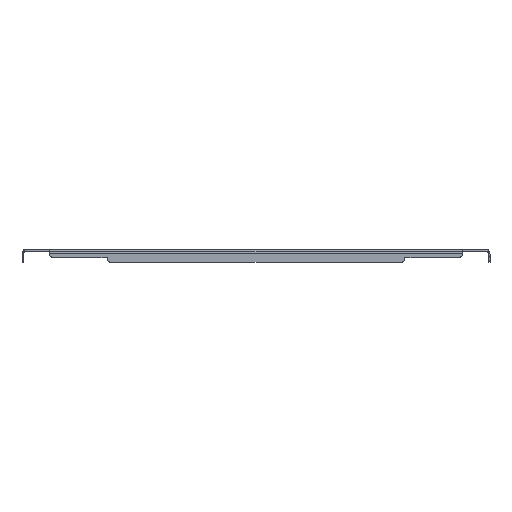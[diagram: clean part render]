
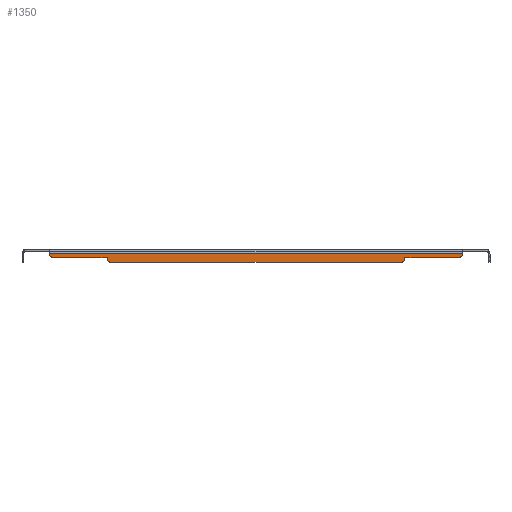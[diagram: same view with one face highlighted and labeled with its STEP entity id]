
A CAD part, front view. The second image highlights one B-rep face of the part: STEP entity #1350.
In plain terms, the highlighted planar face has unit normal (0, -1, 0).
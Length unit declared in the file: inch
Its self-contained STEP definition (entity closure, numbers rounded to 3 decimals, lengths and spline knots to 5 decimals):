
#48 = LINE ( 'NONE', #3390, #4157 ) ;
#82 = EDGE_CURVE ( 'NONE', #3207, #1679, #48, .T. ) ;
#85 = ORIENTED_EDGE ( 'NONE', *, *, #2732, .F. ) ;
#161 = LINE ( 'NONE', #1114, #1582 ) ;
#222 = DIRECTION ( 'NONE',  ( 0., -1., 0. ) ) ;
#318 = VERTEX_POINT ( 'NONE', #2844 ) ;
#368 = LINE ( 'NONE', #4011, #2972 ) ;
#420 = EDGE_CURVE ( 'NONE', #4060, #3900, #3931, .T. ) ;
#475 = DIRECTION ( 'NONE',  ( 0., -1., 0. ) ) ;
#490 = CARTESIAN_POINT ( 'NONE',  ( 14.59375, -35.96875, -0.3125 ) ) ;
#511 = DIRECTION ( 'NONE',  ( 0., 0., -1. ) ) ;
#597 = CARTESIAN_POINT ( 'NONE',  ( 10.46875, -35.96875, -0.875 ) ) ;
#606 = ORIENTED_EDGE ( 'NONE', *, *, #789, .T. ) ;
#630 = VERTEX_POINT ( 'NONE', #3670 ) ;
#645 = VERTEX_POINT ( 'NONE', #3054 ) ;
#649 = VECTOR ( 'NONE', #3968, 39.37008 ) ;
#675 = ORIENTED_EDGE ( 'NONE', *, *, #420, .T. ) ;
#723 = CIRCLE ( 'NONE', #4196, 0.25 ) ;
#743 = EDGE_CURVE ( 'NONE', #630, #3935, #1817, .T. ) ;
#775 = EDGE_CURVE ( 'NONE', #3635, #3207, #723, .T. ) ;
#785 = CARTESIAN_POINT ( 'NONE',  ( 10.71875, -35.96875, -0.625 ) ) ;
#789 = EDGE_CURVE ( 'NONE', #4082, #630, #2731, .T. ) ;
#796 = FACE_OUTER_BOUND ( 'NONE', #4102, .T. ) ;
#817 = PLANE ( 'NONE',  #2876 ) ;
#835 = AXIS2_PLACEMENT_3D ( 'NONE', #1698, #2086, #2322 ) ;
#860 = CARTESIAN_POINT ( 'NONE',  ( 10.71875, -35.96875, -0.71875 ) ) ;
#866 = ORIENTED_EDGE ( 'NONE', *, *, #743, .T. ) ;
#877 = DIRECTION ( 'NONE',  ( 1., 0., 0. ) ) ;
#956 = CARTESIAN_POINT ( 'NONE',  ( 10.71875, -35.96875, -0.5625 ) ) ;
#1080 = ORIENTED_EDGE ( 'NONE', *, *, #3463, .T. ) ;
#1114 = CARTESIAN_POINT ( 'NONE',  ( 14.84375, -35.96875, 0. ) ) ;
#1174 = DIRECTION ( 'NONE',  ( 0., 0., -1. ) ) ;
#1187 = ORIENTED_EDGE ( 'NONE', *, *, #82, .T. ) ;
#1239 = EDGE_CURVE ( 'NONE', #1516, #318, #4107, .T. ) ;
#1259 = VECTOR ( 'NONE', #2329, 39.37008 ) ;
#1338 = AXIS2_PLACEMENT_3D ( 'NONE', #490, #3778, #1174 ) ;
#1350 = ADVANCED_FACE ( 'NONE', ( #796 ), #817, .T. ) ;
#1432 = CARTESIAN_POINT ( 'NONE',  ( -14.59375, -35.96875, -0.5625 ) ) ;
#1459 = DIRECTION ( 'NONE',  ( 0., 0., 1. ) ) ;
#1463 = VECTOR ( 'NONE', #3803, 39.37008 ) ;
#1489 = CARTESIAN_POINT ( 'NONE',  ( -16.71875, -35.96875, 0. ) ) ;
#1499 = CARTESIAN_POINT ( 'NONE',  ( 14.84375, -35.96875, -0.3125 ) ) ;
#1514 = ORIENTED_EDGE ( 'NONE', *, *, #1239, .T. ) ;
#1516 = VERTEX_POINT ( 'NONE', #2354 ) ;
#1529 = CARTESIAN_POINT ( 'NONE',  ( 10.46875, -35.96875, -0.625 ) ) ;
#1582 = VECTOR ( 'NONE', #1459, 39.37008 ) ;
#1679 = VERTEX_POINT ( 'NONE', #4079 ) ;
#1698 = CARTESIAN_POINT ( 'NONE',  ( -10.46875, -35.96875, -0.625 ) ) ;
#1797 = LINE ( 'NONE', #860, #1463 ) ;
#1808 = DIRECTION ( 'NONE',  ( 1., 0., 0. ) ) ;
#1817 = CIRCLE ( 'NONE', #1338, 0.25 ) ;
#1822 = ORIENTED_EDGE ( 'NONE', *, *, #3102, .F. ) ;
#1926 = DIRECTION ( 'NONE',  ( 0., 0., -1. ) ) ;
#2056 = CARTESIAN_POINT ( 'NONE',  ( 14.84375, -35.96875, -0.237 ) ) ;
#2086 = DIRECTION ( 'NONE',  ( 0., -1., 0. ) ) ;
#2101 = AXIS2_PLACEMENT_3D ( 'NONE', #1529, #4125, #3805 ) ;
#2109 = DIRECTION ( 'NONE',  ( 0., 0., -1. ) ) ;
#2322 = DIRECTION ( 'NONE',  ( 0., 0., -1. ) ) ;
#2329 = DIRECTION ( 'NONE',  ( 1., 0., 0. ) ) ;
#2354 = CARTESIAN_POINT ( 'NONE',  ( -10.71875, -35.96875, -0.625 ) ) ;
#2434 = VECTOR ( 'NONE', #877, 39.37008 ) ;
#2731 = LINE ( 'NONE', #4054, #2434 ) ;
#2732 = EDGE_CURVE ( 'NONE', #4082, #3900, #1797, .T. ) ;
#2795 = CARTESIAN_POINT ( 'NONE',  ( -14.59375, -35.96875, -0.3125 ) ) ;
#2824 = CARTESIAN_POINT ( 'NONE',  ( -14.84375, -35.96875, -0.237 ) ) ;
#2844 = CARTESIAN_POINT ( 'NONE',  ( -10.46875, -35.96875, -0.875 ) ) ;
#2876 = AXIS2_PLACEMENT_3D ( 'NONE', #1489, #475, #2109 ) ;
#2940 = ORIENTED_EDGE ( 'NONE', *, *, #3018, .T. ) ;
#2942 = EDGE_CURVE ( 'NONE', #3582, #3635, #3569, .T. ) ;
#2972 = VECTOR ( 'NONE', #2991, 39.37008 ) ;
#2991 = DIRECTION ( 'NONE',  ( 1., 0., 0. ) ) ;
#3018 = EDGE_CURVE ( 'NONE', #1679, #1516, #3629, .T. ) ;
#3050 = EDGE_CURVE ( 'NONE', #318, #4060, #368, .T. ) ;
#3054 = CARTESIAN_POINT ( 'NONE',  ( 14.84375, -35.96875, -0.237 ) ) ;
#3102 = EDGE_CURVE ( 'NONE', #3582, #645, #3646, .T. ) ;
#3146 = CARTESIAN_POINT ( 'NONE',  ( -14.84375, -35.96875, -0.3125 ) ) ;
#3196 = ORIENTED_EDGE ( 'NONE', *, *, #775, .T. ) ;
#3207 = VERTEX_POINT ( 'NONE', #1432 ) ;
#3241 = VECTOR ( 'NONE', #1926, 39.37008 ) ;
#3384 = ORIENTED_EDGE ( 'NONE', *, *, #2942, .T. ) ;
#3390 = CARTESIAN_POINT ( 'NONE',  ( -16.71875, -35.96875, -0.5625 ) ) ;
#3463 = EDGE_CURVE ( 'NONE', #3935, #645, #161, .T. ) ;
#3545 = CARTESIAN_POINT ( 'NONE',  ( -14.84375, -35.96875, 0. ) ) ;
#3569 = LINE ( 'NONE', #3545, #3241 ) ;
#3582 = VERTEX_POINT ( 'NONE', #2824 ) ;
#3629 = LINE ( 'NONE', #3668, #649 ) ;
#3635 = VERTEX_POINT ( 'NONE', #3146 ) ;
#3646 = LINE ( 'NONE', #2056, #1259 ) ;
#3668 = CARTESIAN_POINT ( 'NONE',  ( -10.71875, -35.96875, -0.71875 ) ) ;
#3670 = CARTESIAN_POINT ( 'NONE',  ( 14.59375, -35.96875, -0.5625 ) ) ;
#3778 = DIRECTION ( 'NONE',  ( 0., -1., 0. ) ) ;
#3803 = DIRECTION ( 'NONE',  ( 0., 0., -1. ) ) ;
#3805 = DIRECTION ( 'NONE',  ( 0., 0., -1. ) ) ;
#3900 = VERTEX_POINT ( 'NONE', #785 ) ;
#3931 = CIRCLE ( 'NONE', #2101, 0.25 ) ;
#3935 = VERTEX_POINT ( 'NONE', #1499 ) ;
#3968 = DIRECTION ( 'NONE',  ( 0., 0., -1. ) ) ;
#4011 = CARTESIAN_POINT ( 'NONE',  ( -16.71875, -35.96875, -0.875 ) ) ;
#4054 = CARTESIAN_POINT ( 'NONE',  ( -16.71875, -35.96875, -0.5625 ) ) ;
#4060 = VERTEX_POINT ( 'NONE', #597 ) ;
#4079 = CARTESIAN_POINT ( 'NONE',  ( -10.71875, -35.96875, -0.5625 ) ) ;
#4082 = VERTEX_POINT ( 'NONE', #956 ) ;
#4090 = ORIENTED_EDGE ( 'NONE', *, *, #3050, .T. ) ;
#4102 = EDGE_LOOP ( 'NONE', ( #606, #866, #1080, #1822, #3384, #3196, #1187, #2940, #1514, #4090, #675, #85 ) ) ;
#4107 = CIRCLE ( 'NONE', #835, 0.25 ) ;
#4125 = DIRECTION ( 'NONE',  ( 0., -1., 0. ) ) ;
#4157 = VECTOR ( 'NONE', #1808, 39.37008 ) ;
#4196 = AXIS2_PLACEMENT_3D ( 'NONE', #2795, #222, #511 ) ;
